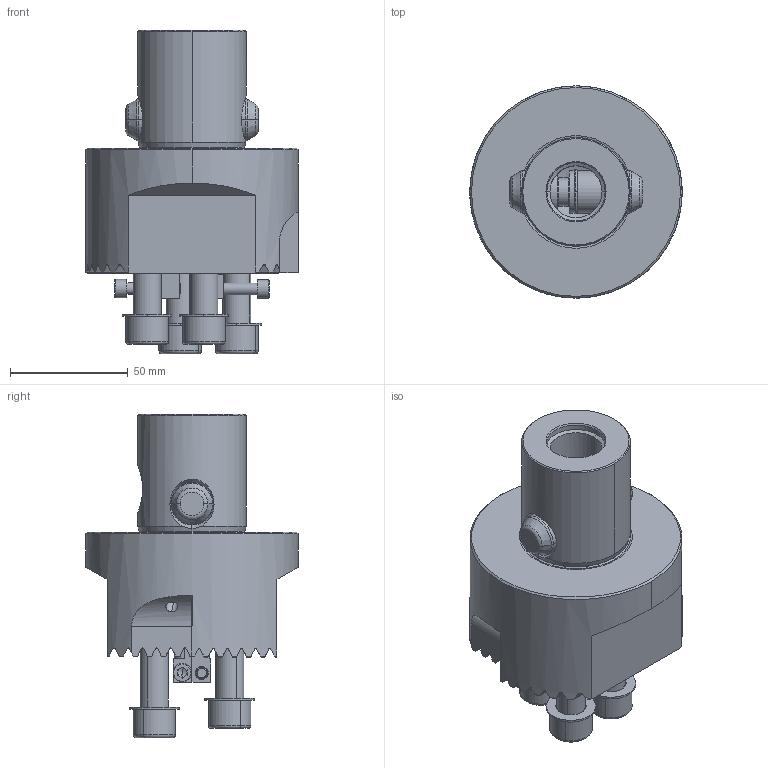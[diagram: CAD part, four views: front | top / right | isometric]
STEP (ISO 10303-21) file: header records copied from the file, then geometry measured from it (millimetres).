
FILE_DESCRIPTION(('no description'),'unknown implementation level');
FILE_NAME('ED799A7D-8D11-431B-805A-A3C1CEA3FF48_export.stp',' ',('CIMSOURCE GmbH'),('CADClick - KiM GmbH - www.kimweb.de'),'unknown preprocess','ACIS','unknown authorization');
FILE_SCHEMA(('automotive_design'));
Length unit declared in the file: millimetre
Products named in the file (15): 319.701 Kaiser SW98-126(153)xCK7B|690.970 Kaiser ETL M12x40_DIN 912 M12 x 20 --- 20C;Hex; 319.701 Kaiser SW98-126(153)xCK7B|693.187 Kaiser ETL �13_21L_eingebaut;Rotation1; 319.701 Kaiser SW98-126(153)xCK7B|690.173 Kaiser ETL M6x30_DIN 912 M6 x 30;Hex; 319.701 Kaiser SW98-126(153)xCK7B|690.197 Kaiser ETL M5x0.5x23 spez;Verrundung1; 319.701 Kaiser SW98-126(153)xCK7B|319.750 Kaiser ETL SW98;Fase5; 319.701 Kaiser SW98-126(153)xCK7B|319.730 Kaiser Werkzeugk�rper SW98xCK7B;Schnitt-Rotation11; 319.701 Kaiser SW98-126(153)xCK7B|691.507 Kaiser ETL D18 X 56K|693.306 Sprengring;Schnitt-Linear austragen1; 319.701 Kaiser SW98-126(153)xCK7B|691.507 Kaiser ETL D18 X 56K|691.527 Mitnehmerbolzen;Rotation1
Bounding box: 90 x 90 x 137.14 mm (x, y, z)
Volume: 381770.6 mm3; surface area: 70895.2 mm2
Topology: 15 solids, 15 shells, 600 faces, 1489 edges, 919 vertices
Faces by surface type: plane 239, cylinder 209, cone 98, torus 54
Entity records: 36105 total; most frequent: CARTESIAN_POINT 5101, STYLED_ITEM 3001, PRESENTATION_STYLE_ASSIGNMENT 3001, COLOUR_RGB 3001, DIRECTION 2939, ORIENTED_EDGE 2934, EDGE_CURVE 1467, CURVE_STYLE 1467
